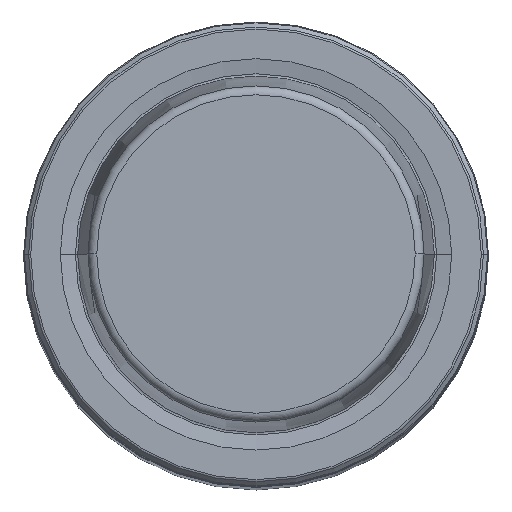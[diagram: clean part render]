
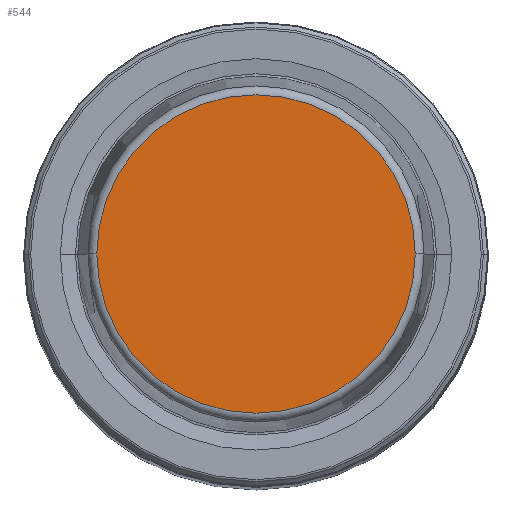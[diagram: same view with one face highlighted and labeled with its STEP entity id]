
A CAD part, top view. The second image highlights one B-rep face of the part: STEP entity #544.
In plain terms, the highlighted planar face has unit normal (0, 0, 1).
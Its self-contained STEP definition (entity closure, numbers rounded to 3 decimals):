
#3 = ORIENTED_EDGE ( 'NONE', *, *, #827, .T. ) ;
#59 = CARTESIAN_POINT ( 'NONE',  ( 0., 0., 31.9 ) ) ;
#133 = EDGE_LOOP ( 'NONE', ( #1205, #3 ) ) ;
#174 = DIRECTION ( 'NONE',  ( -1., 0., 0. ) ) ;
#239 = AXIS2_PLACEMENT_3D ( 'NONE', #648, #822, #174 ) ;
#291 = CIRCLE ( 'NONE', #747, 21.581 ) ;
#494 = DIRECTION ( 'NONE',  ( 1., 0., 0. ) ) ;
#544 = ADVANCED_FACE ( 'NONE', ( #1230 ), #1144, .F. ) ;
#614 = DIRECTION ( 'NONE',  ( 1., 0., 0. ) ) ;
#648 = CARTESIAN_POINT ( 'NONE',  ( 0., 0., 31.9 ) ) ;
#747 = AXIS2_PLACEMENT_3D ( 'NONE', #59, #1252, #494 ) ;
#783 = EDGE_CURVE ( 'NONE', #1348, #1223, #859, .T. ) ;
#800 = CARTESIAN_POINT ( 'NONE',  ( -21.581, 0., 31.9 ) ) ;
#822 = DIRECTION ( 'NONE',  ( 0., 0., -1. ) ) ;
#827 = EDGE_CURVE ( 'NONE', #1223, #1348, #291, .T. ) ;
#859 = CIRCLE ( 'NONE', #1282, 21.581 ) ;
#1144 = PLANE ( 'NONE',  #239 ) ;
#1149 = CARTESIAN_POINT ( 'NONE',  ( 0., 0., 31.9 ) ) ;
#1167 = CARTESIAN_POINT ( 'NONE',  ( 21.581, 0., 31.9 ) ) ;
#1205 = ORIENTED_EDGE ( 'NONE', *, *, #783, .T. ) ;
#1223 = VERTEX_POINT ( 'NONE', #800 ) ;
#1230 = FACE_OUTER_BOUND ( 'NONE', #133, .T. ) ;
#1252 = DIRECTION ( 'NONE',  ( 0., 0., 1. ) ) ;
#1261 = DIRECTION ( 'NONE',  ( 0., 0., 1. ) ) ;
#1282 = AXIS2_PLACEMENT_3D ( 'NONE', #1149, #1261, #614 ) ;
#1348 = VERTEX_POINT ( 'NONE', #1167 ) ;
